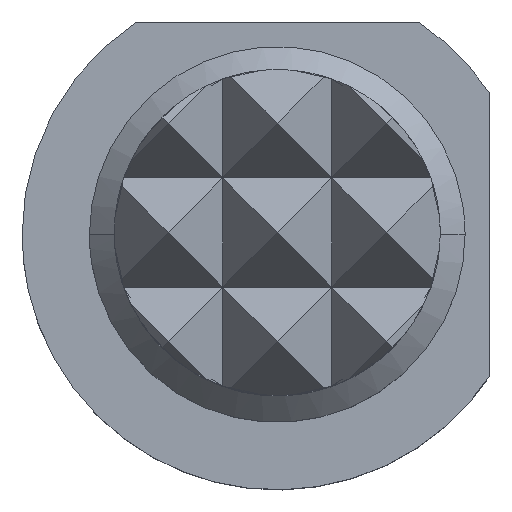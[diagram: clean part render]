
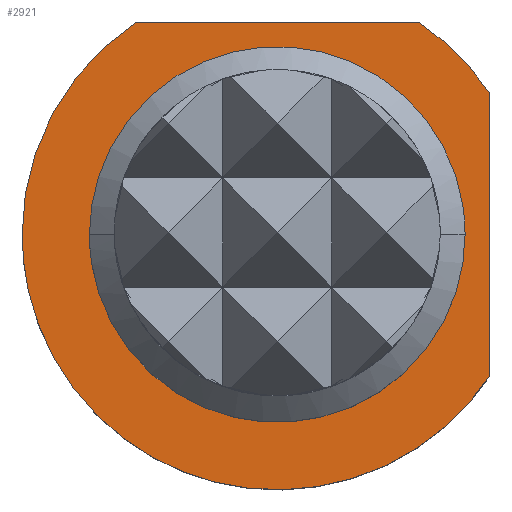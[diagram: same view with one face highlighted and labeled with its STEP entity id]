
A CAD part, top view. The second image highlights one B-rep face of the part: STEP entity #2921.
In plain terms, the highlighted free-form (B-spline) face has degree [1, 1] with [2, 2] control points.
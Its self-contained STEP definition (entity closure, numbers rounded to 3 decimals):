
#1508 = EDGE_CURVE('', #1509, #1511, #1513, .T.);
#1509 = VERTEX_POINT('', #1510);
#1510 = CARTESIAN_POINT('', (1.5, -0.995, -0.9));
#1511 = VERTEX_POINT('', #1512);
#1512 = CARTESIAN_POINT('', (-1.8, 0., -0.9));
#1513 = (
   BOUNDED_CURVE ()
   B_SPLINE_CURVE (2, (#1514, #1515, #1516, #1517, #1518), .UNSPECIFIED., .F., .U.)
   B_SPLINE_CURVE_WITH_KNOTS ((3, 2, 3), (213.557, 286.779, 360.), .UNSPECIFIED.)
   CURVE ()
   GEOMETRIC_REPRESENTATION_ITEM ()
   RATIONAL_B_SPLINE_CURVE ((1., 0.803, 1., 0.803, 1.))
   REPRESENTATION_ITEM ('')
);
#1514 = CARTESIAN_POINT('', (1.5, -0.995, -0.9));
#1515 = CARTESIAN_POINT('', (0.761, -2.109, -0.9));
#1516 = CARTESIAN_POINT('', (-0.52, -1.723, -0.9));
#1517 = CARTESIAN_POINT('', (-1.8, -1.337, -0.9));
#1518 = CARTESIAN_POINT('', (-1.8, 0., -0.9));
#1577 = VERTEX_POINT('', #1578);
#1578 = CARTESIAN_POINT('', (1.325, 0., -0.9));
#1583 = EDGE_CURVE('', #1584, #1577, #1586, .T.);
#1584 = VERTEX_POINT('', #1585);
#1585 = CARTESIAN_POINT('', (-1.325, 0., -0.9));
#1586 = (
   BOUNDED_CURVE ()
   B_SPLINE_CURVE (2, (#1587, #1588, #1589, #1590, #1591), .UNSPECIFIED., .F., .U.)
   B_SPLINE_CURVE_WITH_KNOTS ((3, 2, 3), (0., 90., 180.), .UNSPECIFIED.)
   CURVE ()
   GEOMETRIC_REPRESENTATION_ITEM ()
   RATIONAL_B_SPLINE_CURVE ((1., 0.707, 1., 0.707, 1.))
   REPRESENTATION_ITEM ('')
);
#1587 = CARTESIAN_POINT('', (-1.325, 0., -0.9));
#1588 = CARTESIAN_POINT('', (-1.325, 1.325, -0.9));
#1589 = CARTESIAN_POINT('', (0., 1.325, -0.9));
#1590 = CARTESIAN_POINT('', (1.325, 1.325, -0.9));
#1591 = CARTESIAN_POINT('', (1.325, 0., -0.9));
#2542 = VERTEX_POINT('', #2543);
#2543 = CARTESIAN_POINT('', (1.5, 0.995, -0.9));
#2557 = VERTEX_POINT('', #2558);
#2558 = CARTESIAN_POINT('', (0.995, 1.5, -0.9));
#2563 = EDGE_CURVE('', #2557, #2542, #2564, .T.);
#2564 = (
   BOUNDED_CURVE ()
   B_SPLINE_CURVE (2, (#2565, #2566, #2567), .UNSPECIFIED., .F., .U.)
   B_SPLINE_CURVE_WITH_KNOTS ((3, 3), (123.557, 146.443), .UNSPECIFIED.)
   CURVE ()
   GEOMETRIC_REPRESENTATION_ITEM ()
   RATIONAL_B_SPLINE_CURVE ((1., 0.98, 1.))
   REPRESENTATION_ITEM ('')
);
#2565 = CARTESIAN_POINT('', (0.995, 1.5, -0.9));
#2566 = CARTESIAN_POINT('', (1.299, 1.299, -0.9));
#2567 = CARTESIAN_POINT('', (1.5, 0.995, -0.9));
#2895 = EDGE_CURVE('', #1577, #1584, #2896, .T.);
#2896 = (
   BOUNDED_CURVE ()
   B_SPLINE_CURVE (2, (#2897, #2898, #2899, #2900, #2901), .UNSPECIFIED., .F., .U.)
   B_SPLINE_CURVE_WITH_KNOTS ((3, 2, 3), (180., 270., 360.), .UNSPECIFIED.)
   CURVE ()
   GEOMETRIC_REPRESENTATION_ITEM ()
   RATIONAL_B_SPLINE_CURVE ((1., 0.707, 1., 0.707, 1.))
   REPRESENTATION_ITEM ('')
);
#2897 = CARTESIAN_POINT('', (1.325, 0., -0.9));
#2898 = CARTESIAN_POINT('', (1.325, -1.325, -0.9));
#2899 = CARTESIAN_POINT('', (0., -1.325, -0.9));
#2900 = CARTESIAN_POINT('', (-1.325, -1.325, -0.9));
#2901 = CARTESIAN_POINT('', (-1.325, 0., -0.9));
#2921 = ADVANCED_FACE('', (#2922, #2944), #2948, .T.);
#2922 = FACE_OUTER_BOUND('', #2923, .T.);
#2923 = EDGE_LOOP('', (#2924, #2929, #2930, #2937, #2943));
#2924 = ORIENTED_EDGE('', *, *, #2925, .F.);
#2925 = EDGE_CURVE('', #2542, #1509, #2926, .T.);
#2926 = B_SPLINE_CURVE_WITH_KNOTS('', 1, (#2927, #2928), .UNSPECIFIED., .F., .U., (2, 2), (0., 1.), .UNSPECIFIED.);
#2927 = CARTESIAN_POINT('', (1.5, 0.995, -0.9));
#2928 = CARTESIAN_POINT('', (1.5, -0.995, -0.9));
#2929 = ORIENTED_EDGE('', *, *, #2563, .F.);
#2930 = ORIENTED_EDGE('', *, *, #2931, .F.);
#2931 = EDGE_CURVE('', #2932, #2557, #2934, .T.);
#2932 = VERTEX_POINT('', #2933);
#2933 = CARTESIAN_POINT('', (-0.995, 1.5, -0.9));
#2934 = B_SPLINE_CURVE_WITH_KNOTS('', 1, (#2935, #2936), .UNSPECIFIED., .F., .U., (2, 2), (0., 1.), .UNSPECIFIED.);
#2935 = CARTESIAN_POINT('', (-0.995, 1.5, -0.9));
#2936 = CARTESIAN_POINT('', (0.995, 1.5, -0.9));
#2937 = ORIENTED_EDGE('', *, *, #2938, .F.);
#2938 = EDGE_CURVE('', #1511, #2932, #2939, .T.);
#2939 = (
   BOUNDED_CURVE ()
   B_SPLINE_CURVE (2, (#2940, #2941, #2942), .UNSPECIFIED., .F., .U.)
   B_SPLINE_CURVE_WITH_KNOTS ((3, 3), (0., 56.443), .UNSPECIFIED.)
   CURVE ()
   GEOMETRIC_REPRESENTATION_ITEM ()
   RATIONAL_B_SPLINE_CURVE ((1., 0.881, 1.))
   REPRESENTATION_ITEM ('')
);
#2940 = CARTESIAN_POINT('', (-1.8, 0., -0.9));
#2941 = CARTESIAN_POINT('', (-1.8, 0.966, -0.9));
#2942 = CARTESIAN_POINT('', (-0.995, 1.5, -0.9));
#2943 = ORIENTED_EDGE('', *, *, #1508, .F.);
#2944 = FACE_BOUND('', #2945, .T.);
#2945 = EDGE_LOOP('', (#2946, #2947));
#2946 = ORIENTED_EDGE('', *, *, #1583, .T.);
#2947 = ORIENTED_EDGE('', *, *, #2895, .T.);
#2948 = B_SPLINE_SURFACE_WITH_KNOTS('', 1, 1, ((#2949, #2950), (#2951, #2952)), .UNSPECIFIED., .F., .F., .U., (2, 2), (2, 2), (-1.801, 1.501), (-3.435, 0.176), .UNSPECIFIED.);
#2949 = CARTESIAN_POINT('', (-1.801, -2.11, -0.9));
#2950 = CARTESIAN_POINT('', (-1.801, 1.501, -0.9));
#2951 = CARTESIAN_POINT('', (1.501, -2.11, -0.9));
#2952 = CARTESIAN_POINT('', (1.501, 1.501, -0.9));
